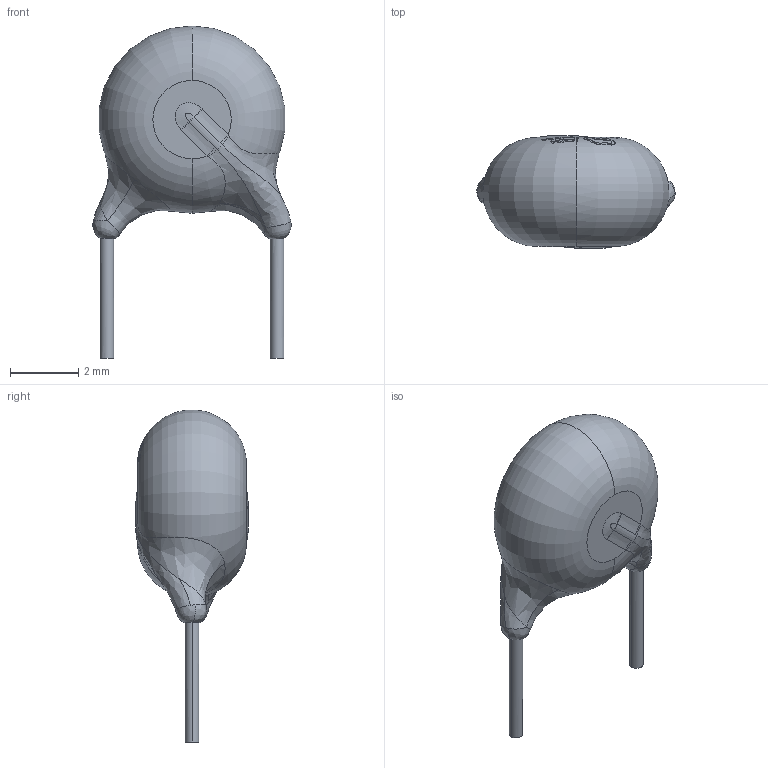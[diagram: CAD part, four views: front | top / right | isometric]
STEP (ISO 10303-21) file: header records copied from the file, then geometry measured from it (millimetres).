
FILE_DESCRIPTION (( 'STEP AP214' ), '1' );
FILE_NAME ('CAP-TH_BD5.5-W3.2-P5.0.step', '2022-07-01T07:23:37', ( '' ), ( '' ), 'SwSTEP 2.0', 'SolidWorks 2020', '' );
FILE_SCHEMA (( 'AUTOMOTIVE_DESIGN' ));
Length unit declared in the file: millimetre
Products named in the file (1): CAP-TH_BD5.5-W3.2-P5.0
Bounding box: 5.83 x 3.3 x 9.75 mm (x, y, z)
Volume: 64.5 mm3; surface area: 95.2 mm2
Topology: 1 solids, 1 shells, 278 faces, 763 edges, 502 vertices
Faces by surface type: bspline 130, plane 113, torus 27, cylinder 8
Entity records: 18949 total; most frequent: CARTESIAN_POINT 10194, ORIENTED_EDGE 1522, EDGE_CURVE 761, DIRECTION 595, B_SPLINE_CURVE_WITH_KNOTS 504, VERTEX_POINT 502, EDGE_LOOP 295, UNCERTAINTY_MEASURE_WITH_UNIT 281
